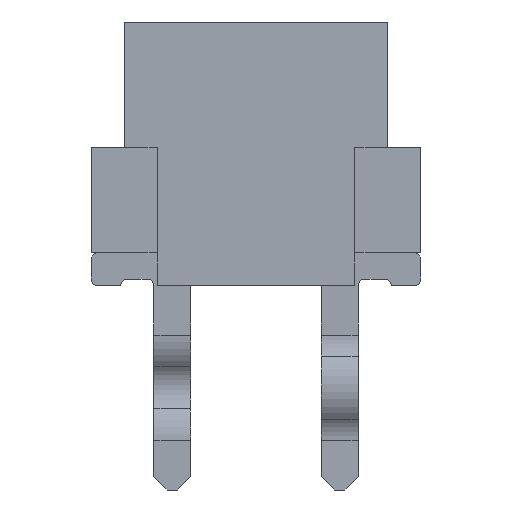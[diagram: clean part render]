
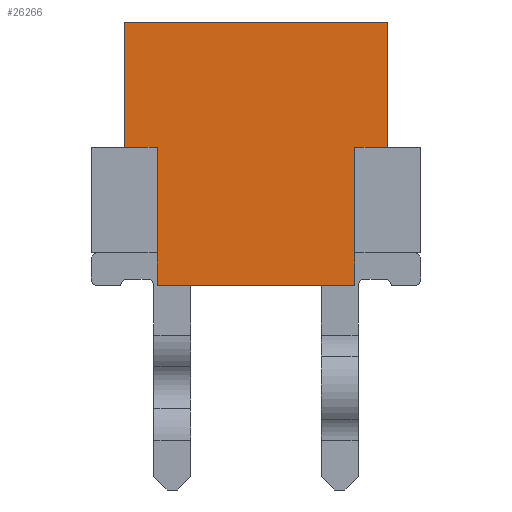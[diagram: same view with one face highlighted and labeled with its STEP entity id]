
A CAD part, front view. The second image highlights one B-rep face of the part: STEP entity #26266.
In plain terms, the highlighted face is planar.
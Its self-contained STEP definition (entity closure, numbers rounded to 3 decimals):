
#551=PLANE('',#27771);
#2480=LINE('',#37765,#4792);
#2554=LINE('',#37920,#4866);
#2627=LINE('',#38060,#4939);
#2634=LINE('',#38074,#4946);
#2638=LINE('',#38082,#4950);
#2640=LINE('',#38085,#4952);
#2641=LINE('',#38087,#4953);
#2642=LINE('',#38088,#4954);
#2643=LINE('',#38090,#4955);
#2644=LINE('',#38092,#4956);
#4792=VECTOR('',#32109,1000.);
#4866=VECTOR('',#32237,1000.);
#4939=VECTOR('',#32334,1000.);
#4946=VECTOR('',#32347,1000.);
#4950=VECTOR('',#32353,1000.);
#4952=VECTOR('',#32357,1000.);
#4953=VECTOR('',#32360,1000.);
#4954=VECTOR('',#32361,1000.);
#4955=VECTOR('',#32362,1000.);
#4956=VECTOR('',#32363,1000.);
#9609=ORIENTED_EDGE('',*,*,#13386,.F.);
#9610=ORIENTED_EDGE('',*,*,#13473,.F.);
#9611=ORIENTED_EDGE('',*,*,#13472,.F.);
#9612=ORIENTED_EDGE('',*,*,#13459,.F.);
#9613=ORIENTED_EDGE('',*,*,#13474,.F.);
#9614=ORIENTED_EDGE('',*,*,#13475,.F.);
#9615=ORIENTED_EDGE('',*,*,#13476,.F.);
#9616=ORIENTED_EDGE('',*,*,#13466,.F.);
#9617=ORIENTED_EDGE('',*,*,#13470,.F.);
#9618=ORIENTED_EDGE('',*,*,#13310,.F.);
#13310=EDGE_CURVE('',#15405,#14091,#2480,.T.);
#13386=EDGE_CURVE('',#15451,#15405,#2554,.T.);
#13459=EDGE_CURVE('',#15506,#15507,#2627,.T.);
#13466=EDGE_CURVE('',#15510,#15511,#2634,.T.);
#13470=EDGE_CURVE('',#14091,#15510,#2638,.T.);
#13472=EDGE_CURVE('',#15507,#14222,#2640,.T.);
#13473=EDGE_CURVE('',#14222,#15451,#2641,.T.);
#13474=EDGE_CURVE('',#15514,#15506,#2642,.T.);
#13475=EDGE_CURVE('',#15515,#15514,#2643,.T.);
#13476=EDGE_CURVE('',#15511,#15515,#2644,.T.);
#14091=VERTEX_POINT('',#33753);
#14222=VERTEX_POINT('',#34147);
#15405=VERTEX_POINT('',#37764);
#15451=VERTEX_POINT('',#37919);
#15506=VERTEX_POINT('',#38059);
#15507=VERTEX_POINT('',#38061);
#15510=VERTEX_POINT('',#38073);
#15511=VERTEX_POINT('',#38075);
#15514=VERTEX_POINT('',#38089);
#15515=VERTEX_POINT('',#38091);
#17005=EDGE_LOOP('',(#9609,#9610,#9611,#9612,#9613,#9614,#9615,#9616,#9617,
#9618));
#18035=FACE_BOUND('',#17005,.T.);
#26266=ADVANCED_FACE('',(#18035),#551,.F.);
#27771=AXIS2_PLACEMENT_3D('',#38086,#32358,#32359);
#32109=DIRECTION('',(0.,0.,1.));
#32237=DIRECTION('',(0.,-1.,0.));
#32334=DIRECTION('',(0.,-1.,0.));
#32347=DIRECTION('',(0.,-1.,0.));
#32353=DIRECTION('',(0.,0.,1.));
#32357=DIRECTION('',(0.,0.,-1.));
#32358=DIRECTION('',(-1.,0.,0.));
#32359=DIRECTION('',(0.,0.,1.));
#32360=DIRECTION('',(0.,0.,-1.));
#32361=DIRECTION('',(0.,0.,-1.));
#32362=DIRECTION('',(0.,1.,0.));
#32363=DIRECTION('',(0.,0.,1.));
#33753=CARTESIAN_POINT('',(7.885,-1.5,-1.6));
#34147=CARTESIAN_POINT('',(7.885,1.5,-1.6));
#37764=CARTESIAN_POINT('',(7.885,-1.5,-2.1));
#37765=CARTESIAN_POINT('',(7.885,-1.5,-2.1));
#37919=CARTESIAN_POINT('',(7.885,1.5,-2.1));
#37920=CARTESIAN_POINT('',(7.885,1.5,-2.1));
#38059=CARTESIAN_POINT('',(7.885,2.,0.));
#38060=CARTESIAN_POINT('',(7.885,2.,0.));
#38061=CARTESIAN_POINT('',(7.885,1.5,0.));
#38073=CARTESIAN_POINT('',(7.885,-1.5,0.));
#38074=CARTESIAN_POINT('',(7.885,-1.5,0.));
#38075=CARTESIAN_POINT('',(7.885,-2.,0.));
#38082=CARTESIAN_POINT('',(7.885,-1.5,-2.1));
#38085=CARTESIAN_POINT('',(7.885,1.5,0.));
#38086=CARTESIAN_POINT('',(7.885,0.,0.));
#38087=CARTESIAN_POINT('',(7.885,1.5,0.));
#38088=CARTESIAN_POINT('',(7.885,2.,1.9));
#38089=CARTESIAN_POINT('',(7.885,2.,1.9));
#38090=CARTESIAN_POINT('',(7.885,-2.,1.9));
#38091=CARTESIAN_POINT('',(7.885,-2.,1.9));
#38092=CARTESIAN_POINT('',(7.885,-2.,0.));
